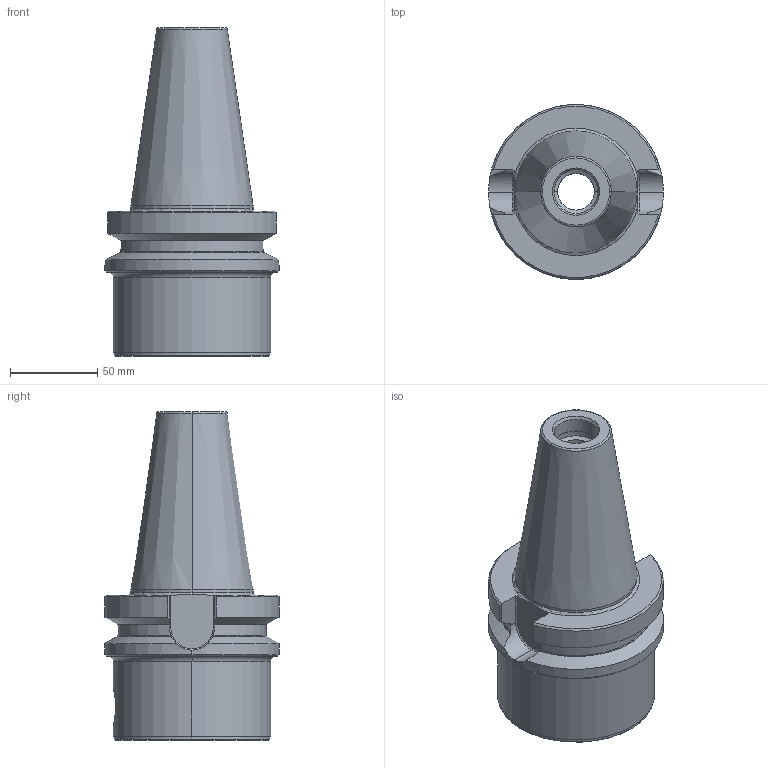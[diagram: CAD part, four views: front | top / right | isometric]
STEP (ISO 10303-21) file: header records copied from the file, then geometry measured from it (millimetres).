
FILE_DESCRIPTION(('no description'),'unknown implementation level');
FILE_NAME('FDF01180-C473-43D0-AFA7-772AF7837A09_export.stp',' ',('CIMSOURCE GmbH'),('CADClick - KiM GmbH - www.kimweb.de'),'unknown preprocess','ACIS','unknown authorization');
FILE_SCHEMA(('automotive_design'));
Length unit declared in the file: millimetre
Products named in the file (2): 323.771 Kaiser SK50 BT X CKS7 X 160B|690.437 Kaiser ETL M20 X 29 CK7_Standard;NONE; 323.771 Kaiser SK50 BT X CKS7 X 160B|323.771 Kaiser SK50 BT X CKS7 X 160B_Standard;NONE
Bounding box: 100 x 100 x 187.8 mm (x, y, z)
Volume: 626959.8 mm3; surface area: 80128.3 mm2
Topology: 2 solids, 2 shells, 173 faces, 408 edges, 244 vertices
Faces by surface type: cylinder 54, cone 54, plane 53, torus 12
Entity records: 10027 total; most frequent: CARTESIAN_POINT 1391, DIRECTION 864, STYLED_ITEM 823, PRESENTATION_STYLE_ASSIGNMENT 823, COLOUR_RGB 823, ORIENTED_EDGE 808, EDGE_CURVE 404, CURVE_STYLE 404
